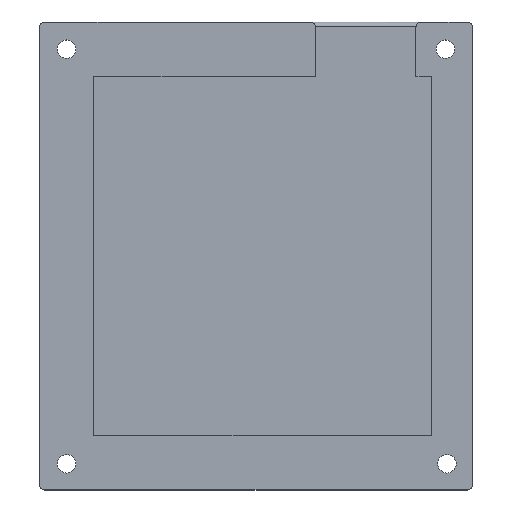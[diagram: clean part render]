
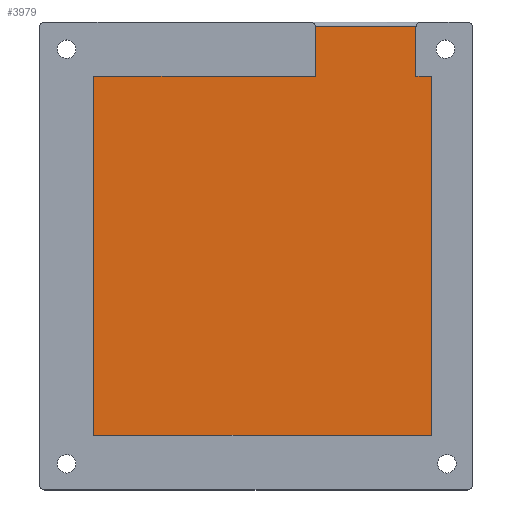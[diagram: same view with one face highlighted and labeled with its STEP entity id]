
A CAD part, top view. The second image highlights one B-rep face of the part: STEP entity #3979.
In plain terms, the highlighted planar face has unit normal (0, 0, 1).
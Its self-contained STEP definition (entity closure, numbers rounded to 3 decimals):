
#665=FACE_OUTER_BOUND('',#897,.T.);
#897=EDGE_LOOP('',(#3643,#3644,#3645,#3646,#3647,#3648,#3649,#3650));
#938=LINE('',#4680,#1230);
#940=LINE('',#4684,#1232);
#942=LINE('',#4688,#1234);
#944=LINE('',#4692,#1236);
#950=LINE('',#4703,#1242);
#952=LINE('',#4707,#1244);
#1198=LINE('',#8142,#1490);
#1199=LINE('',#8144,#1491);
#1230=VECTOR('',#4168,10.);
#1232=VECTOR('',#4172,10.);
#1234=VECTOR('',#4176,10.);
#1236=VECTOR('',#4180,10.);
#1242=VECTOR('',#4190,10.);
#1244=VECTOR('',#4194,10.);
#1490=VECTOR('',#4546,10.);
#1491=VECTOR('',#4549,10.);
#1555=VERTEX_POINT('',#4672);
#1557=VERTEX_POINT('',#4678);
#1558=VERTEX_POINT('',#4682);
#1559=VERTEX_POINT('',#4686);
#1560=VERTEX_POINT('',#4690);
#1563=VERTEX_POINT('',#4701);
#1564=VERTEX_POINT('',#4705);
#1920=VERTEX_POINT('',#8138);
#1958=EDGE_CURVE('',#1557,#1555,#938,.T.);
#1960=EDGE_CURVE('',#1558,#1557,#940,.T.);
#1962=EDGE_CURVE('',#1559,#1558,#942,.T.);
#1964=EDGE_CURVE('',#1560,#1559,#944,.T.);
#1970=EDGE_CURVE('',#1563,#1560,#950,.T.);
#1972=EDGE_CURVE('',#1564,#1563,#952,.T.);
#2504=EDGE_CURVE('',#1555,#1920,#1198,.T.);
#2505=EDGE_CURVE('',#1920,#1564,#1199,.T.);
#3643=ORIENTED_EDGE('',*,*,#2504,.F.);
#3644=ORIENTED_EDGE('',*,*,#1958,.F.);
#3645=ORIENTED_EDGE('',*,*,#1960,.F.);
#3646=ORIENTED_EDGE('',*,*,#1962,.F.);
#3647=ORIENTED_EDGE('',*,*,#1964,.F.);
#3648=ORIENTED_EDGE('',*,*,#1970,.F.);
#3649=ORIENTED_EDGE('',*,*,#1972,.F.);
#3650=ORIENTED_EDGE('',*,*,#2505,.F.);
#3775=PLANE('',#4089);
#3979=ADVANCED_FACE('',(#665),#3775,.T.);
#4089=AXIS2_PLACEMENT_3D('',#8145,#4550,#4551);
#4168=DIRECTION('',(0.,1.,0.));
#4172=DIRECTION('',(1.,0.,0.));
#4176=DIRECTION('',(0.,1.,0.));
#4180=DIRECTION('',(-1.,0.,0.));
#4190=DIRECTION('',(0.,-1.,0.));
#4194=DIRECTION('',(1.,0.,0.));
#4546=DIRECTION('',(1.,0.,0.));
#4549=DIRECTION('',(0.,-1.,0.));
#4550=DIRECTION('center_axis',(0.,0.,1.));
#4551=DIRECTION('ref_axis',(1.,0.,0.));
#4672=CARTESIAN_POINT('',(50.7,-0.9,3.));
#4678=CARTESIAN_POINT('',(50.7,-10.,3.));
#4680=CARTESIAN_POINT('',(50.7,-24.,3.));
#4682=CARTESIAN_POINT('',(10.,-10.,3.));
#4684=CARTESIAN_POINT('',(25.5,-10.,3.));
#4686=CARTESIAN_POINT('',(10.,-76.,3.));
#4688=CARTESIAN_POINT('',(10.,-57.,3.));
#4690=CARTESIAN_POINT('',(72.,-76.,3.));
#4692=CARTESIAN_POINT('',(56.5,-76.,3.));
#4701=CARTESIAN_POINT('',(72.,-10.,3.));
#4703=CARTESIAN_POINT('',(72.,-24.,3.));
#4705=CARTESIAN_POINT('',(69.2,-10.,3.));
#4707=CARTESIAN_POINT('',(55.1,-10.,3.));
#8138=CARTESIAN_POINT('',(69.2,-0.9,3.));
#8142=CARTESIAN_POINT('',(45.85,-0.9,3.));
#8144=CARTESIAN_POINT('',(69.2,-19.,3.));
#8145=CARTESIAN_POINT('Origin',(41.,-38.,3.));
